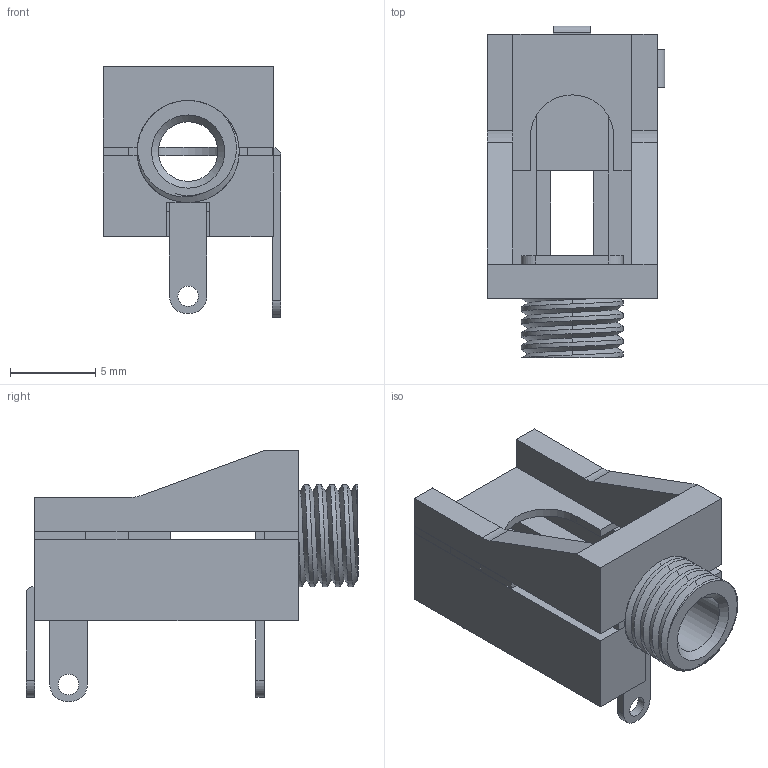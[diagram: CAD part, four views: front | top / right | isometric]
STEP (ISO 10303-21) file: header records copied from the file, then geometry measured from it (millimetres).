
FILE_DESCRIPTION(('FreeCAD Model'),'2;1');
FILE_NAME( 'PJ302M.step', '2021-03-19T22:48:47',('Author'),(''), 'Open CASCADE STEP processor 7.3','FreeCAD','Unknown');
FILE_SCHEMA(('AUTOMOTIVE_DESIGN { 1 0 10303 214 1 1 1 1 }'));
Length unit declared in the file: millimetre
Products named in the file (4): T; TN; Hole; Body
Bounding box: 10.45 x 19.5 x 14.75 mm (x, y, z)
Volume: 770.6 mm3; surface area: 1696.1 mm2
Topology: 4 solids, 4 shells, 146 faces, 374 edges, 229 vertices
Faces by surface type: plane 106, cylinder 27, bspline 12, cone 1
Full cylindrical faces by diameter (mm): 1.2 x3, 3.5 x1, 6 x5
Entity records: 12824 total; most frequent: CARTESIAN_POINT 5390, DIRECTION 1309, LINE 902, VECTOR 902, ORIENTED_EDGE 750, PCURVE 748, DEFINITIONAL_REPRESENTATION 748, EDGE_CURVE 374
